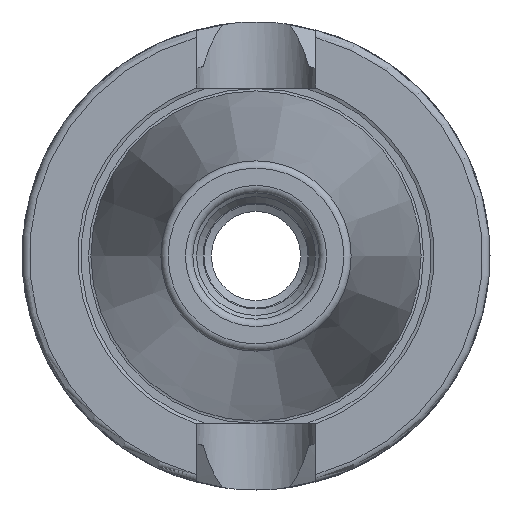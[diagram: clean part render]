
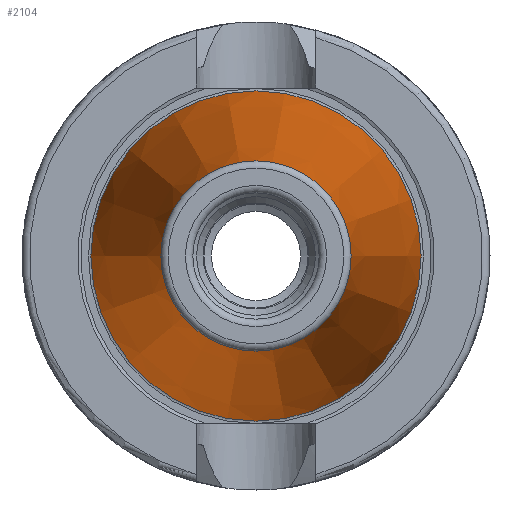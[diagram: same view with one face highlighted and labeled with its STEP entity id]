
A CAD part, left-side view. The second image highlights one B-rep face of the part: STEP entity #2104.
In plain terms, the highlighted conical face has half-angle 8.297 degrees and reference radius 17.519 mm.
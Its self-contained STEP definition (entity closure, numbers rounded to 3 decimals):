
#2062=CARTESIAN_POINT('',(-64.544,12.812,0.0));
#2063=VERTEX_POINT('',#2062);
#2064=CARTESIAN_POINT('',(-64.544,0.0,0.0));
#2065=DIRECTION('',(1.0,0.0,0.0));
#2066=DIRECTION('',(0.0,1.0,0.0));
#2067=AXIS2_PLACEMENT_3D('',#2064,#2065,#2066);
#2068=CIRCLE('',#2067,12.812);
#2069=EDGE_CURVE('',#2063,#2063,#2068,.T.);
#2085=CARTESIAN_POINT('',(-32.272,0.0,0.0));
#2086=DIRECTION('',(1.0,0.0,0.0));
#2087=DIRECTION('',(0.0,1.0,0.0));
#2088=AXIS2_PLACEMENT_3D('',#2085,#2086,#2087);
#2089=CONICAL_SURFACE('',#2088,17.519,8.297);
#2090=CARTESIAN_POINT('',(0.0,22.225,0.0));
#2091=VERTEX_POINT('',#2090);
#2092=CARTESIAN_POINT('',(0.0,0.0,0.0));
#2093=DIRECTION('',(1.0,0.0,0.0));
#2094=DIRECTION('',(0.0,1.0,0.0));
#2095=AXIS2_PLACEMENT_3D('',#2092,#2093,#2094);
#2096=CIRCLE('',#2095,22.225);
#2097=EDGE_CURVE('',#2091,#2091,#2096,.T.);
#2098=ORIENTED_EDGE('',*,*,#2097,.F.);
#2099=EDGE_LOOP('',(#2098));
#2100=FACE_OUTER_BOUND('',#2099,.T.);
#2101=ORIENTED_EDGE('',*,*,#2069,.T.);
#2102=EDGE_LOOP('',(#2101));
#2103=FACE_BOUND('',#2102,.T.);
#2104=ADVANCED_FACE('',(#2100,#2103),#2089,.T.);
